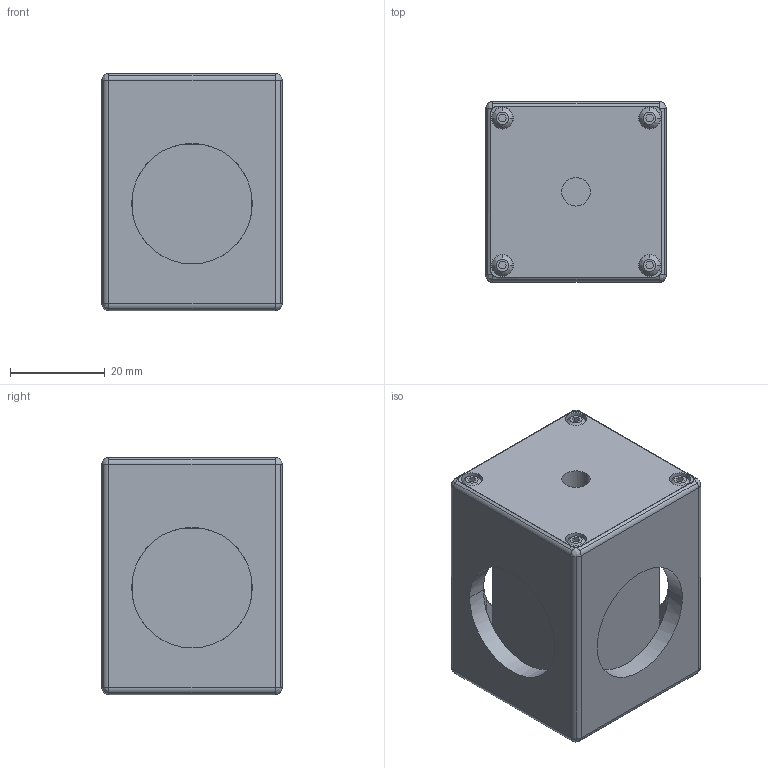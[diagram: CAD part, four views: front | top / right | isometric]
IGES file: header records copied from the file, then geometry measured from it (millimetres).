
Start section: SolidWorks IGES file using analytic representation for surfaces
Global section: file name: 54823.igs; native system: SolidWorks 2011; preprocessor: SolidWorks 2011; author: BillB; date: 111215.154811; units: inch
Bounding box: 38 x 38 x 50 mm (x, y, z)
Surface area: 18093.3 mm2 (no closed solid volume)
Topology: 0 solids, 9 shells, 287 faces, 729 edges, 462 vertices
Faces by surface type: revolution 136, plane 131, bspline 20
